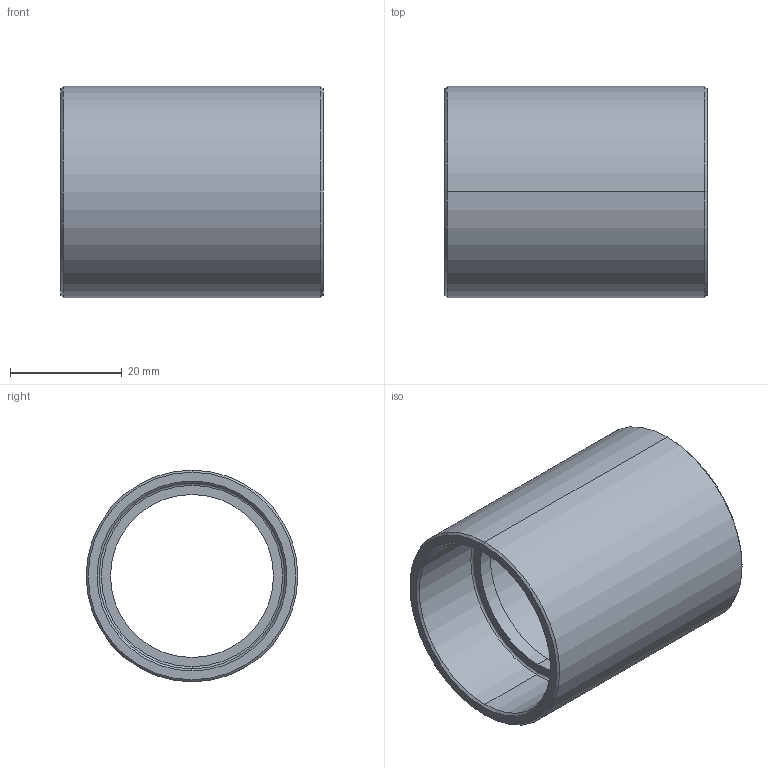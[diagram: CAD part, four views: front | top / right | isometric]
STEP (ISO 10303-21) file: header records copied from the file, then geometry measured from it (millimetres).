
FILE_DESCRIPTION (( 'STEP AP214' ), '1' );
FILE_NAME ('Miata Rear Knuckle Sleeve.STEP', '2015-01-02T15:45:19', ( '' ), ( '' ), 'SwSTEP 2.0', 'SolidWorks 2010', '' );
FILE_SCHEMA (( 'AUTOMOTIVE_DESIGN' ));
Length unit declared in the file: inch
Products named in the file (1): Miata Rear Knuckle Sleeve
Bounding box: 46.99 x 37.97 x 37.97 mm (x, y, z)
Volume: 12611.5 mm3; surface area: 11495.7 mm2
Topology: 1 solids, 1 shells, 34 faces, 68 edges, 40 vertices
Faces by surface type: cylinder 12, torus 8, cone 8, plane 6
Entity records: 936 total; most frequent: DIRECTION 186, CARTESIAN_POINT 143, ORIENTED_EDGE 136, AXIS2_PLACEMENT_3D 83, EDGE_CURVE 68, CIRCLE 48, VERTEX_POINT 40, EDGE_LOOP 40
